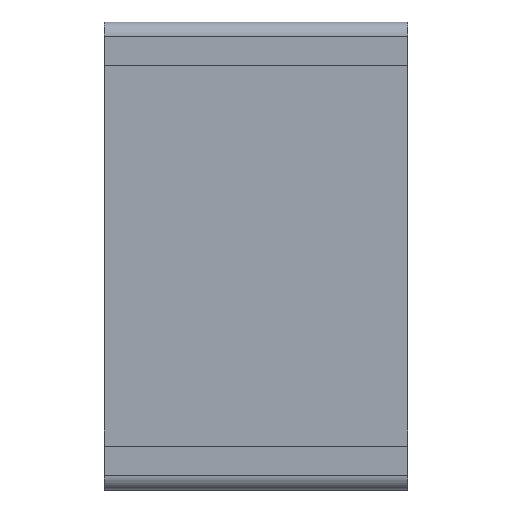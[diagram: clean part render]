
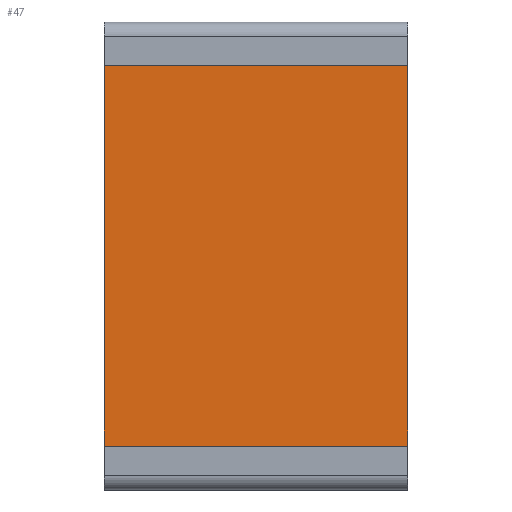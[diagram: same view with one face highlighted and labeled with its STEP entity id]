
A CAD part, top view. The second image highlights one B-rep face of the part: STEP entity #47.
In plain terms, the highlighted planar face has unit normal (0, 0, 1).
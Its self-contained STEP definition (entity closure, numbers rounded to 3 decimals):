
#47=ADVANCED_FACE('',(#103),#104,.T.);
#103=FACE_OUTER_BOUND('',#165,.T.);
#104=PLANE('',#166);
#165=EDGE_LOOP('',(#231,#232,#233,#234));
#166=AXIS2_PLACEMENT_3D('',#235,#236,#237);
#231=ORIENTED_EDGE('',*,*,#394,.F.);
#232=ORIENTED_EDGE('',*,*,#395,.T.);
#233=ORIENTED_EDGE('',*,*,#396,.T.);
#234=ORIENTED_EDGE('',*,*,#397,.F.);
#235=CARTESIAN_POINT('',(0.,0.6,1.6));
#236=DIRECTION('',(0.,0.,1.0));
#237=DIRECTION('',(0.,-1.0,0.));
#394=EDGE_CURVE('',#469,#470,#471,.T.);
#395=EDGE_CURVE('',#469,#472,#473,.T.);
#396=EDGE_CURVE('',#472,#474,#475,.T.);
#397=EDGE_CURVE('',#470,#474,#476,.T.);
#469=VERTEX_POINT('',#572);
#470=VERTEX_POINT('',#573);
#471=LINE('',#574,#575);
#472=VERTEX_POINT('',#576);
#473=LINE('',#577,#578);
#474=VERTEX_POINT('',#579);
#475=LINE('',#580,#581);
#476=LINE('',#582,#583);
#572=CARTESIAN_POINT('',(4.15,0.6,1.6));
#573=CARTESIAN_POINT('',(0.,0.6,1.6));
#574=CARTESIAN_POINT('',(2.0,0.6,1.6));
#575=VECTOR('',#704,1.0);
#576=CARTESIAN_POINT('',(4.15,5.8,1.6));
#577=CARTESIAN_POINT('',(4.15,3.2,1.6));
#578=VECTOR('',#705,1.0);
#579=CARTESIAN_POINT('',(0.,5.8,1.6));
#580=CARTESIAN_POINT('',(2.0,5.8,1.6));
#581=VECTOR('',#706,1.0);
#582=CARTESIAN_POINT('',(0.,3.2,1.6));
#583=VECTOR('',#707,1.0);
#704=DIRECTION('',(-1.0,0.0,0.));
#705=DIRECTION('',(0.0,1.0,0.));
#706=DIRECTION('',(-1.0,0.0,0.));
#707=DIRECTION('',(0.0,1.0,0.));
